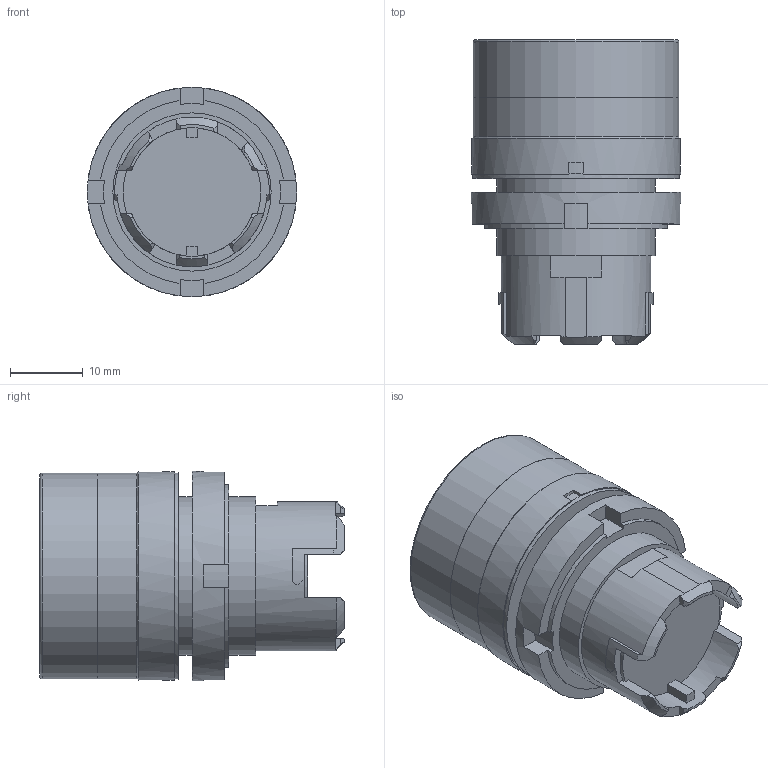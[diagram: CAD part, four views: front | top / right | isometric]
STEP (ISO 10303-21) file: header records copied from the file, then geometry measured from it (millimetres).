
FILE_DESCRIPTION( ( 'Unknown' ), '1' );
FILE_NAME( 'A20B-MF2Ex-Solid3D-20180706.stp', 'Unknown', ( 'Unknown' ), ( 'Unknown' ), 'XStep 1.0', 'Unknown', ' ' );
FILE_SCHEMA( ( 'automotive_design' ) );
Length unit declared in the file: millimetre
Products named in the file (1): BA20LM0601-A20L上蓓-2016121
Bounding box: 28.8 x 41.9 x 28.8 mm (x, y, z)
Surface area: 5405.9 mm2 (no closed solid volume)
Topology: 0 solids, 1 shells, 127 faces, 357 edges, 238 vertices
Faces by surface type: plane 90, cylinder 25, cone 9, torus 3
Full cylindrical faces by diameter (mm): 21.801 x2, 28.3 x2, 28.5 x1, 28.8 x1
Entity records: 5053 total; most frequent: CARTESIAN_POINT 779, DIRECTION 689, ORIENTED_EDGE 670, EDGE_CURVE 335, AXIS2_PLACEMENT_3D 255, VERTEX_POINT 229, LINE 179, VECTOR 179
